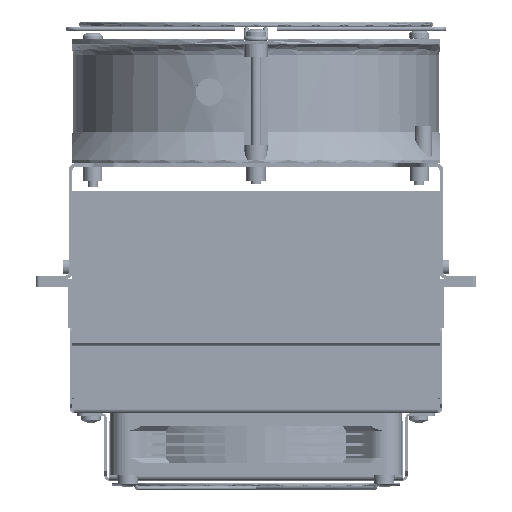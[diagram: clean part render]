
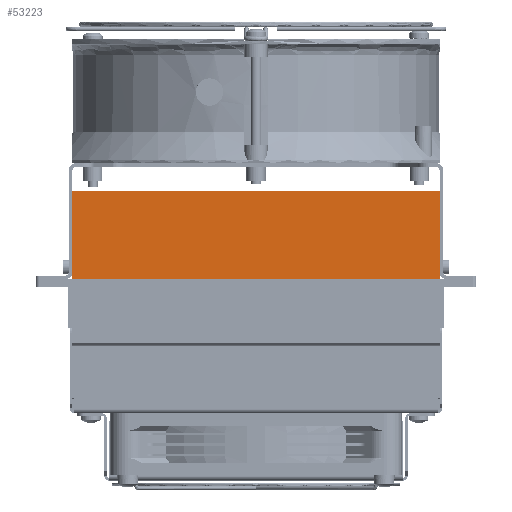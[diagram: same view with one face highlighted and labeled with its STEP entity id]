
A CAD part, front view. The second image highlights one B-rep face of the part: STEP entity #53223.
In plain terms, the highlighted planar face has unit normal (0, -1, 0).
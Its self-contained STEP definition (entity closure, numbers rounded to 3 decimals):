
#5400 = CARTESIAN_POINT ( 'NONE',  ( 75., -200., 0. ) ) ;
#13559 = CARTESIAN_POINT ( 'NONE',  ( -75., -200., 36. ) ) ;
#22775 = EDGE_CURVE ( 'NONE', #67510, #63417, #70826, .T. ) ;
#36578 = DIRECTION ( 'NONE',  ( -1., 0., 0. ) ) ;
#53223 = ADVANCED_FACE ( 'NONE', ( #120122 ), #73247, .F. ) ;
#53950 = DIRECTION ( 'NONE',  ( 0., 0., 1. ) ) ;
#63417 = VERTEX_POINT ( 'NONE', #13559 ) ;
#67510 = VERTEX_POINT ( 'NONE', #129164 ) ;
#68268 = VECTOR ( 'NONE', #93399, 1000. ) ;
#70826 = LINE ( 'NONE', #111677, #121020 ) ;
#73247 = PLANE ( 'NONE',  #121793 ) ;
#79094 = ORIENTED_EDGE ( 'NONE', *, *, #106241, .F. ) ;
#83548 = VERTEX_POINT ( 'NONE', #108369 ) ;
#85533 = EDGE_LOOP ( 'NONE', ( #131427, #154416, #112483, #79094 ) ) ;
#88065 = VECTOR ( 'NONE', #53950, 1000. ) ;
#93399 = DIRECTION ( 'NONE',  ( 0., 0., -1. ) ) ;
#93794 = LINE ( 'NONE', #152604, #88065 ) ;
#99768 = CARTESIAN_POINT ( 'NONE',  ( -75., -200., 0. ) ) ;
#100394 = VERTEX_POINT ( 'NONE', #157412 ) ;
#100766 = LINE ( 'NONE', #99768, #124002 ) ;
#101744 = EDGE_CURVE ( 'NONE', #83548, #63417, #93794, .T. ) ;
#106241 = EDGE_CURVE ( 'NONE', #67510, #100394, #141690, .T. ) ;
#107423 = EDGE_CURVE ( 'NONE', #83548, #100394, #100766, .T. ) ;
#108359 = DIRECTION ( 'NONE',  ( 0., 1., 0. ) ) ;
#108369 = CARTESIAN_POINT ( 'NONE',  ( -75., -200., 0. ) ) ;
#111677 = CARTESIAN_POINT ( 'NONE',  ( -75., -200., 36. ) ) ;
#112483 = ORIENTED_EDGE ( 'NONE', *, *, #107423, .T. ) ;
#120122 = FACE_OUTER_BOUND ( 'NONE', #85533, .T. ) ;
#121020 = VECTOR ( 'NONE', #36578, 1000. ) ;
#121793 = AXIS2_PLACEMENT_3D ( 'NONE', #157367, #108359, #122389 ) ;
#122389 = DIRECTION ( 'NONE',  ( 0., 0., -1. ) ) ;
#124002 = VECTOR ( 'NONE', #134816, 1000. ) ;
#129164 = CARTESIAN_POINT ( 'NONE',  ( 75., -200., 36. ) ) ;
#131427 = ORIENTED_EDGE ( 'NONE', *, *, #22775, .T. ) ;
#134816 = DIRECTION ( 'NONE',  ( 1., 0., 0. ) ) ;
#141690 = LINE ( 'NONE', #5400, #68268 ) ;
#152604 = CARTESIAN_POINT ( 'NONE',  ( -75., -200., 0. ) ) ;
#154416 = ORIENTED_EDGE ( 'NONE', *, *, #101744, .F. ) ;
#157367 = CARTESIAN_POINT ( 'NONE',  ( -75., -200., 0. ) ) ;
#157412 = CARTESIAN_POINT ( 'NONE',  ( 75., -200., 0. ) ) ;
